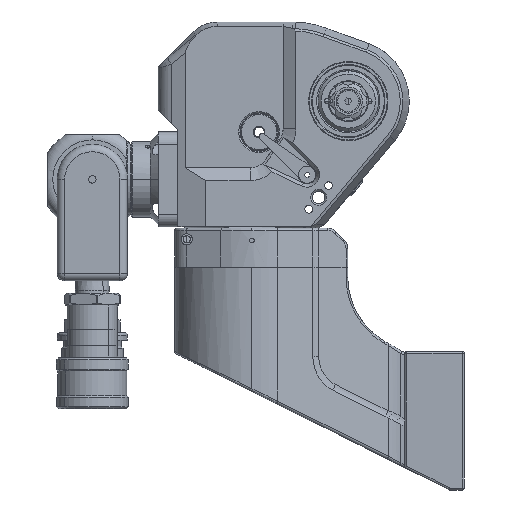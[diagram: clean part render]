
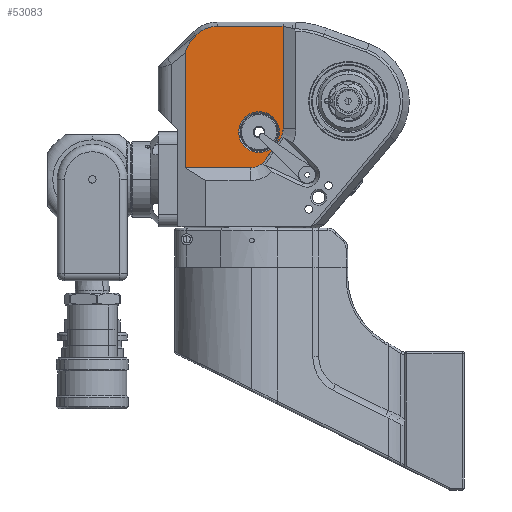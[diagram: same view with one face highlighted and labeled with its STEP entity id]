
A CAD part, left-side view. The second image highlights one B-rep face of the part: STEP entity #53083.
In plain terms, the highlighted planar face has unit normal (-1, 0, 0).
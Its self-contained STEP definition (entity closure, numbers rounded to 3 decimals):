
#1067 = CARTESIAN_POINT ( 'NONE',  ( -22.02, 61.317, 26.999 ) ) ;
#1168 = AXIS2_PLACEMENT_3D ( 'NONE', #42722, #38946, #11723 ) ;
#1705 = VERTEX_POINT ( 'NONE', #15700 ) ;
#2008 = LINE ( 'NONE', #10994, #34333 ) ;
#2641 = CIRCLE ( 'NONE', #47964, 8.25 ) ;
#2654 = VERTEX_POINT ( 'NONE', #18427 ) ;
#2860 = DIRECTION ( 'NONE',  ( 0., 1., 0. ) ) ;
#3526 = CARTESIAN_POINT ( 'NONE',  ( -22.02, 33.562, -23.804 ) ) ;
#3841 = ORIENTED_EDGE ( 'NONE', *, *, #47187, .T. ) ;
#3959 = CARTESIAN_POINT ( 'NONE',  ( -22.02, 0., 0. ) ) ;
#4805 = VECTOR ( 'NONE', #54596, 1000. ) ;
#4914 = ORIENTED_EDGE ( 'NONE', *, *, #8422, .F. ) ;
#5849 = CARTESIAN_POINT ( 'NONE',  ( -22.02, 35.8, -27. ) ) ;
#6213 = VERTEX_POINT ( 'NONE', #35970 ) ;
#6495 = ORIENTED_EDGE ( 'NONE', *, *, #8967, .T. ) ;
#6661 = DIRECTION ( 'NONE',  ( 0., 0., -1. ) ) ;
#7516 = ORIENTED_EDGE ( 'NONE', *, *, #18899, .F. ) ;
#8422 = EDGE_CURVE ( 'NONE', #1705, #6213, #2008, .T. ) ;
#8967 = EDGE_CURVE ( 'NONE', #28557, #12330, #14954, .T. ) ;
#9621 = VERTEX_POINT ( 'NONE', #55632 ) ;
#9859 = CARTESIAN_POINT ( 'NONE',  ( -22.02, 65.955, 0. ) ) ;
#10994 = CARTESIAN_POINT ( 'NONE',  ( -22.02, 77., -27. ) ) ;
#11462 = VERTEX_POINT ( 'NONE', #48608 ) ;
#11723 = DIRECTION ( 'NONE',  ( 0., 0., -1. ) ) ;
#12140 = DIRECTION ( 'NONE',  ( 0., 0., -1. ) ) ;
#12330 = VERTEX_POINT ( 'NONE', #52542 ) ;
#12633 = CARTESIAN_POINT ( 'NONE',  ( -22.02, 33.896, -11.212 ) ) ;
#12864 = EDGE_CURVE ( 'NONE', #46636, #56909, #2641, .T. ) ;
#12877 = ORIENTED_EDGE ( 'NONE', *, *, #18424, .F. ) ;
#13657 = CARTESIAN_POINT ( 'NONE',  ( -22.02, 61.317, 26.999 ) ) ;
#13847 = EDGE_CURVE ( 'NONE', #6213, #9621, #54205, .T. ) ;
#14452 = ORIENTED_EDGE ( 'NONE', *, *, #12864, .T. ) ;
#14505 = VECTOR ( 'NONE', #21244, 1000. ) ;
#14954 = CIRCLE ( 'NONE', #47321, 7.496 ) ;
#15700 = CARTESIAN_POINT ( 'NONE',  ( -22.02, 39.702, -27. ) ) ;
#16083 = ORIENTED_EDGE ( 'NONE', *, *, #13847, .F. ) ;
#16135 = ORIENTED_EDGE ( 'NONE', *, *, #49411, .T. ) ;
#16208 = DIRECTION ( 'NONE',  ( 1., 0., 0. ) ) ;
#16674 = EDGE_CURVE ( 'NONE', #1705, #40206, #46114, .T. ) ;
#16713 = FACE_OUTER_BOUND ( 'NONE', #20835, .T. ) ;
#17288 = DIRECTION ( 'NONE',  ( 0., 0., 1. ) ) ;
#17317 = EDGE_CURVE ( 'NONE', #11462, #43316, #33281, .T. ) ;
#18015 = CARTESIAN_POINT ( 'NONE',  ( -22.02, 65.955, 19.657 ) ) ;
#18424 = EDGE_CURVE ( 'NONE', #11462, #12330, #51101, .T. ) ;
#18427 = CARTESIAN_POINT ( 'NONE',  ( -22.02, 53.001, 30.253 ) ) ;
#18899 = EDGE_CURVE ( 'NONE', #28557, #40206, #28715, .T. ) ;
#20552 = CARTESIAN_POINT ( 'NONE',  ( -22.02, 0., 30.253 ) ) ;
#20835 = EDGE_LOOP ( 'NONE', ( #34261, #50070, #16083, #4914, #42735, #7516, #6495, #12877, #31934, #3841 ) ) ;
#21244 = DIRECTION ( 'NONE',  ( 0., 1., 0. ) ) ;
#21324 = AXIS2_PLACEMENT_3D ( 'NONE', #3959, #21359, #17288 ) ;
#21359 = DIRECTION ( 'NONE',  ( 1., 0., 0. ) ) ;
#21534 = CIRCLE ( 'NONE', #1168, 12.253 ) ;
#21905 =( BOUNDED_CURVE ( )  B_SPLINE_CURVE ( 3, ( #13657, #44647, #31324, #18015 ),
 .UNSPECIFIED., .F., .F. ) 
 B_SPLINE_CURVE_WITH_KNOTS ( ( 4, 4 ),
 ( 5.143, 6.066 ),
 .UNSPECIFIED. ) 
 CURVE ( )  GEOMETRIC_REPRESENTATION_ITEM ( )  RATIONAL_B_SPLINE_CURVE ( ( 1., 0.93, 0.93, 1. ) ) 
 REPRESENTATION_ITEM ( '' )  );
#23250 = VECTOR ( 'NONE', #53913, 1000. ) ;
#25581 = CARTESIAN_POINT ( 'NONE',  ( -22.02, 0., 30.253 ) ) ;
#28557 = VERTEX_POINT ( 'NONE', #47681 ) ;
#28715 = LINE ( 'NONE', #5849, #54755 ) ;
#29503 = DIRECTION ( 'NONE',  ( 0., 1., 0. ) ) ;
#30415 = AXIS2_PLACEMENT_3D ( 'NONE', #56206, #16208, #12140 ) ;
#31324 = CARTESIAN_POINT ( 'NONE',  ( -22.02, 65.955, 21.263 ) ) ;
#31934 = ORIENTED_EDGE ( 'NONE', *, *, #17317, .T. ) ;
#33281 = LINE ( 'NONE', #20552, #36910 ) ;
#33492 = DIRECTION ( 'NONE',  ( -1., 0., 0. ) ) ;
#34259 = LINE ( 'NONE', #25581, #14505 ) ;
#34261 = ORIENTED_EDGE ( 'NONE', *, *, #55507, .T. ) ;
#34333 = VECTOR ( 'NONE', #2860, 1000. ) ;
#35539 = FACE_BOUND ( 'NONE', #35762, .T. ) ;
#35762 = EDGE_LOOP ( 'NONE', ( #16135, #14452 ) ) ;
#35970 = CARTESIAN_POINT ( 'NONE',  ( -22.02, 65.955, -27. ) ) ;
#36905 = CARTESIAN_POINT ( 'NONE',  ( -22.02, 26.4, -13.575 ) ) ;
#36910 = VECTOR ( 'NONE', #29503, 1000. ) ;
#36991 = DIRECTION ( 'NONE',  ( 0., 0., -1. ) ) ;
#38723 = AXIS2_PLACEMENT_3D ( 'NONE', #50328, #33492, #36991 ) ;
#38946 = DIRECTION ( 'NONE',  ( -1., 0., 0. ) ) ;
#39283 = EDGE_CURVE ( 'NONE', #46590, #9621, #21905, .T. ) ;
#39588 = PLANE ( 'NONE',  #21324 ) ;
#40206 = VERTEX_POINT ( 'NONE', #3526 ) ;
#41194 = DIRECTION ( 'NONE',  ( 0., 0.574, -0.819 ) ) ;
#42722 = CARTESIAN_POINT ( 'NONE',  ( -22.02, 53.001, 18. ) ) ;
#42735 = ORIENTED_EDGE ( 'NONE', *, *, #16674, .T. ) ;
#43316 = VERTEX_POINT ( 'NONE', #50717 ) ;
#43915 = DIRECTION ( 'NONE',  ( 0., 0., -1. ) ) ;
#44647 = CARTESIAN_POINT ( 'NONE',  ( -22.02, 64.293, 23.894 ) ) ;
#46114 = CIRCLE ( 'NONE', #38723, 7.496 ) ;
#46590 = VERTEX_POINT ( 'NONE', #1067 ) ;
#46636 = VERTEX_POINT ( 'NONE', #53814 ) ;
#47187 = EDGE_CURVE ( 'NONE', #43316, #2654, #34259, .T. ) ;
#47321 = AXIS2_PLACEMENT_3D ( 'NONE', #12633, #52607, #43915 ) ;
#47681 = CARTESIAN_POINT ( 'NONE',  ( -22.02, 27.756, -15.511 ) ) ;
#47964 = AXIS2_PLACEMENT_3D ( 'NONE', #55339, #50979, #6661 ) ;
#48608 = CARTESIAN_POINT ( 'NONE',  ( -22.02, 26.4, 30.253 ) ) ;
#49411 = EDGE_CURVE ( 'NONE', #56909, #46636, #55420, .T. ) ;
#50070 = ORIENTED_EDGE ( 'NONE', *, *, #39283, .T. ) ;
#50328 = CARTESIAN_POINT ( 'NONE',  ( -22.02, 39.702, -19.504 ) ) ;
#50717 = CARTESIAN_POINT ( 'NONE',  ( -22.02, 26.438, 30.253 ) ) ;
#50979 = DIRECTION ( 'NONE',  ( 1., 0., 0. ) ) ;
#51101 = LINE ( 'NONE', #36905, #4805 ) ;
#52542 = CARTESIAN_POINT ( 'NONE',  ( -22.02, 26.4, -11.212 ) ) ;
#52607 = DIRECTION ( 'NONE',  ( -1., 0., 0. ) ) ;
#53083 = ADVANCED_FACE ( 'NONE', ( #35539, #16713 ), #39588, .F. ) ;
#53814 = CARTESIAN_POINT ( 'NONE',  ( -22.02, 36.12, -20.8 ) ) ;
#53913 = DIRECTION ( 'NONE',  ( 0., 0., 1. ) ) ;
#54205 = LINE ( 'NONE', #9859, #23250 ) ;
#54596 = DIRECTION ( 'NONE',  ( 0., 0., -1. ) ) ;
#54755 = VECTOR ( 'NONE', #41194, 1000. ) ;
#55339 = CARTESIAN_POINT ( 'NONE',  ( -22.02, 36.12, -12.55 ) ) ;
#55420 = CIRCLE ( 'NONE', #30415, 8.25 ) ;
#55507 = EDGE_CURVE ( 'NONE', #2654, #46590, #21534, .T. ) ;
#55632 = CARTESIAN_POINT ( 'NONE',  ( -22.02, 65.955, 19.657 ) ) ;
#56206 = CARTESIAN_POINT ( 'NONE',  ( -22.02, 36.12, -12.55 ) ) ;
#56909 = VERTEX_POINT ( 'NONE', #57218 ) ;
#57218 = CARTESIAN_POINT ( 'NONE',  ( -22.02, 36.12, -4.3 ) ) ;
